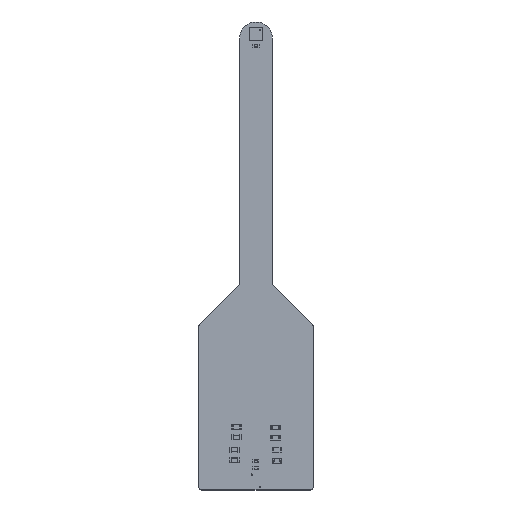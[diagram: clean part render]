
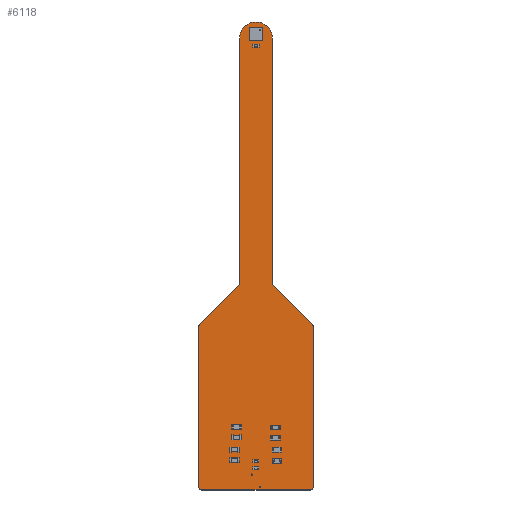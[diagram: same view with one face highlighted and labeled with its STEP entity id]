
A CAD part, top view. The second image highlights one B-rep face of the part: STEP entity #6118.
In plain terms, the highlighted planar face has unit normal (0, 0, 1).
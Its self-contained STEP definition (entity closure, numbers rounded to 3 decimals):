
#5914 = VERTEX_POINT('',#5915);
#5915 = CARTESIAN_POINT('',(-2.65,35.35,0.786));
#5921 = EDGE_CURVE('',#5914,#5922,#5924,.T.);
#5922 = VERTEX_POINT('',#5923);
#5923 = CARTESIAN_POINT('',(2.65,35.35,0.786));
#5924 = CIRCLE('',#5925,2.65);
#5925 = AXIS2_PLACEMENT_3D('',#5926,#5927,#5928);
#5926 = CARTESIAN_POINT('',(0.,35.35,0.786));
#5927 = DIRECTION('',(0.,0.,-1.));
#5928 = DIRECTION('',(-1.,0.,0.));
#5956 = VERTEX_POINT('',#5957);
#5957 = CARTESIAN_POINT('',(-2.65,-4.65,0.786));
#5963 = EDGE_CURVE('',#5956,#5914,#5964,.T.);
#5964 = LINE('',#5965,#5966);
#5965 = CARTESIAN_POINT('',(-2.65,-4.65,0.786));
#5966 = VECTOR('',#5967,1.);
#5967 = DIRECTION('',(0.,1.,0.));
#5985 = EDGE_CURVE('',#5922,#5986,#5988,.T.);
#5986 = VERTEX_POINT('',#5987);
#5987 = CARTESIAN_POINT('',(2.65,-4.65,0.786));
#5988 = LINE('',#5989,#5990);
#5989 = CARTESIAN_POINT('',(2.65,35.35,0.786));
#5990 = VECTOR('',#5991,1.);
#5991 = DIRECTION('',(0.,-1.,0.));
#6118 = ADVANCED_FACE('',(#6119,#6198,#6209),#6220,.T.);
#6119 = FACE_BOUND('',#6120,.T.);
#6120 = EDGE_LOOP('',(#6121,#6122,#6123,#6131,#6140,#6148,#6157,#6165,
    #6174,#6182,#6191,#6197));
#6121 = ORIENTED_EDGE('',*,*,#5921,.F.);
#6122 = ORIENTED_EDGE('',*,*,#5963,.F.);
#6123 = ORIENTED_EDGE('',*,*,#6124,.F.);
#6124 = EDGE_CURVE('',#6125,#5956,#6127,.T.);
#6125 = VERTEX_POINT('',#6126);
#6126 = CARTESIAN_POINT('',(-9.154,-11.1,0.786));
#6127 = LINE('',#6128,#6129);
#6128 = CARTESIAN_POINT('',(-9.154,-11.1,0.786));
#6129 = VECTOR('',#6130,1.);
#6130 = DIRECTION('',(0.71,0.704,0.));
#6131 = ORIENTED_EDGE('',*,*,#6132,.F.);
#6132 = EDGE_CURVE('',#6133,#6125,#6135,.T.);
#6133 = VERTEX_POINT('',#6134);
#6134 = CARTESIAN_POINT('',(-9.3,-11.454,0.786));
#6135 = CIRCLE('',#6136,0.5);
#6136 = AXIS2_PLACEMENT_3D('',#6137,#6138,#6139);
#6137 = CARTESIAN_POINT('',(-8.8,-11.454,0.786));
#6138 = DIRECTION('',(0.,0.,-1.));
#6139 = DIRECTION('',(-1.,0.,0.));
#6140 = ORIENTED_EDGE('',*,*,#6141,.F.);
#6141 = EDGE_CURVE('',#6142,#6133,#6144,.T.);
#6142 = VERTEX_POINT('',#6143);
#6143 = CARTESIAN_POINT('',(-9.3,-37.5,0.786));
#6144 = LINE('',#6145,#6146);
#6145 = CARTESIAN_POINT('',(-9.3,-37.5,0.786));
#6146 = VECTOR('',#6147,1.);
#6147 = DIRECTION('',(0.,1.,0.));
#6148 = ORIENTED_EDGE('',*,*,#6149,.F.);
#6149 = EDGE_CURVE('',#6150,#6142,#6152,.T.);
#6150 = VERTEX_POINT('',#6151);
#6151 = CARTESIAN_POINT('',(-8.8,-38.,0.786));
#6152 = CIRCLE('',#6153,0.5);
#6153 = AXIS2_PLACEMENT_3D('',#6154,#6155,#6156);
#6154 = CARTESIAN_POINT('',(-8.8,-37.5,0.786));
#6155 = DIRECTION('',(0.,0.,-1.));
#6156 = DIRECTION('',(0.,-1.,0.));
#6157 = ORIENTED_EDGE('',*,*,#6158,.F.);
#6158 = EDGE_CURVE('',#6159,#6150,#6161,.T.);
#6159 = VERTEX_POINT('',#6160);
#6160 = CARTESIAN_POINT('',(8.8,-38.,0.786));
#6161 = LINE('',#6162,#6163);
#6162 = CARTESIAN_POINT('',(8.8,-38.,0.786));
#6163 = VECTOR('',#6164,1.);
#6164 = DIRECTION('',(-1.,0.,0.));
#6165 = ORIENTED_EDGE('',*,*,#6166,.F.);
#6166 = EDGE_CURVE('',#6167,#6159,#6169,.T.);
#6167 = VERTEX_POINT('',#6168);
#6168 = CARTESIAN_POINT('',(9.3,-37.5,0.786));
#6169 = CIRCLE('',#6170,0.5);
#6170 = AXIS2_PLACEMENT_3D('',#6171,#6172,#6173);
#6171 = CARTESIAN_POINT('',(8.8,-37.5,0.786));
#6172 = DIRECTION('',(0.,0.,-1.));
#6173 = DIRECTION('',(1.,0.,0.));
#6174 = ORIENTED_EDGE('',*,*,#6175,.F.);
#6175 = EDGE_CURVE('',#6176,#6167,#6178,.T.);
#6176 = VERTEX_POINT('',#6177);
#6177 = CARTESIAN_POINT('',(9.3,-11.454,0.786));
#6178 = LINE('',#6179,#6180);
#6179 = CARTESIAN_POINT('',(9.3,-11.454,0.786));
#6180 = VECTOR('',#6181,1.);
#6181 = DIRECTION('',(0.,-1.,0.));
#6182 = ORIENTED_EDGE('',*,*,#6183,.F.);
#6183 = EDGE_CURVE('',#6184,#6176,#6186,.T.);
#6184 = VERTEX_POINT('',#6185);
#6185 = CARTESIAN_POINT('',(9.154,-11.1,0.786));
#6186 = CIRCLE('',#6187,0.5);
#6187 = AXIS2_PLACEMENT_3D('',#6188,#6189,#6190);
#6188 = CARTESIAN_POINT('',(8.8,-11.453,0.786));
#6189 = DIRECTION('',(0.,0.,-1.));
#6190 = DIRECTION('',(0.707,0.707,0.));
#6191 = ORIENTED_EDGE('',*,*,#6192,.F.);
#6192 = EDGE_CURVE('',#5986,#6184,#6193,.T.);
#6193 = LINE('',#6194,#6195);
#6194 = CARTESIAN_POINT('',(2.65,-4.65,0.786));
#6195 = VECTOR('',#6196,1.);
#6196 = DIRECTION('',(0.71,-0.704,0.));
#6197 = ORIENTED_EDGE('',*,*,#5985,.F.);
#6198 = FACE_BOUND('',#6199,.T.);
#6199 = EDGE_LOOP('',(#6200));
#6200 = ORIENTED_EDGE('',*,*,#6201,.T.);
#6201 = EDGE_CURVE('',#6202,#6202,#6204,.T.);
#6202 = VERTEX_POINT('',#6203);
#6203 = CARTESIAN_POINT('',(0.7,-37.65,0.786));
#6204 = CIRCLE('',#6205,0.1);
#6205 = AXIS2_PLACEMENT_3D('',#6206,#6207,#6208);
#6206 = CARTESIAN_POINT('',(0.7,-37.55,0.786));
#6207 = DIRECTION('',(-0.,0.,-1.));
#6208 = DIRECTION('',(-0.,-1.,0.));
#6209 = FACE_BOUND('',#6210,.T.);
#6210 = EDGE_LOOP('',(#6211));
#6211 = ORIENTED_EDGE('',*,*,#6212,.T.);
#6212 = EDGE_CURVE('',#6213,#6213,#6215,.T.);
#6213 = VERTEX_POINT('',#6214);
#6214 = CARTESIAN_POINT('',(-0.682,-35.6,0.786));
#6215 = CIRCLE('',#6216,0.1);
#6216 = AXIS2_PLACEMENT_3D('',#6217,#6218,#6219);
#6217 = CARTESIAN_POINT('',(-0.682,-35.5,0.786));
#6218 = DIRECTION('',(-0.,0.,-1.));
#6219 = DIRECTION('',(-0.,-1.,0.));
#6220 = PLANE('',#6221);
#6221 = AXIS2_PLACEMENT_3D('',#6222,#6223,#6224);
#6222 = CARTESIAN_POINT('',(0.,0.,0.786));
#6223 = DIRECTION('',(0.,0.,1.));
#6224 = DIRECTION('',(1.,0.,-0.));
